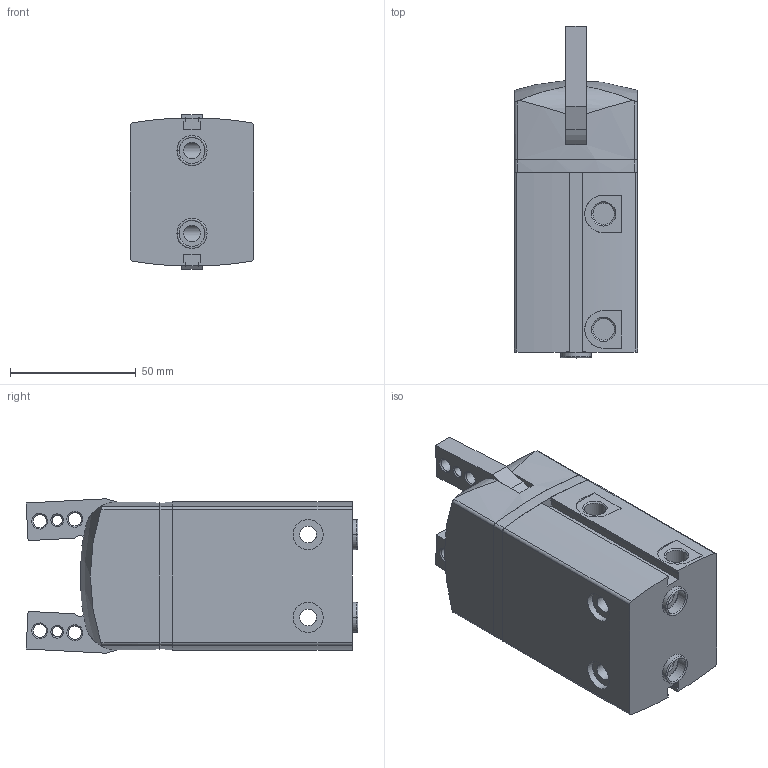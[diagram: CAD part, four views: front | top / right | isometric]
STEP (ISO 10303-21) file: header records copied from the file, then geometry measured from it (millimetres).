
FILE_DESCRIPTION(/* description */ ('STEP AP214'),/* implementation_level */ '2;1');
FILE_NAME(/* name */ '1310185_DHWS-40-A-NC',/* time_stamp */ '2024-08-19T22:17:32+02:00',/* author */ ('License CC BY-ND 4.0'),/* organization */ ('CADENAS'),/* preprocessor_version */ 'ST-DEVELOPER v19.3',/* originating_system */ 'PARTsolutions',/* authorisation */ ' ');
FILE_SCHEMA (('AUTOMOTIVE_DESIGN {1 0 10303 214 3 1 1}'));
Length unit declared in the file: millimetre
Products named in the file (4): 1310185 DHWS-40-A-NC---(0); 1310185 DHWS-40-A-NC---(Geh); 1310185 DHWS-40-A-NC---(Griff); 8137185 ZBH-12-B
Assembly tree (5 placements, depth 2):
  1310185 DHWS-40-A-NC---(0)
    1310185 DHWS-40-A-NC---(Geh)
    1310185 DHWS-40-A-NC---(Griff)  x2
    8137185 ZBH-12-B  x2
Bounding box: 49 x 132.09 x 61.49 mm (x, y, z)
Volume: 290678.4 mm3; surface area: 42027.9 mm2
Topology: 5 solids, 5 shells, 173 faces, 408 edges, 266 vertices
Faces by surface type: plane 86, cylinder 68, cone 14, torus 5
Full cylindrical faces by diameter (mm): 4 x10, 5.3 x4, 6.647 x4, 8.566 x2, 12 x6
Entity records: 4919 total; most frequent: CARTESIAN_POINT 785, DIRECTION 706, ORIENTED_EDGE 612, EDGE_CURVE 306, AXIS2_PLACEMENT_3D 279, VERTEX_POINT 220, EDGE_LOOP 204, FACE_BOUND 204
